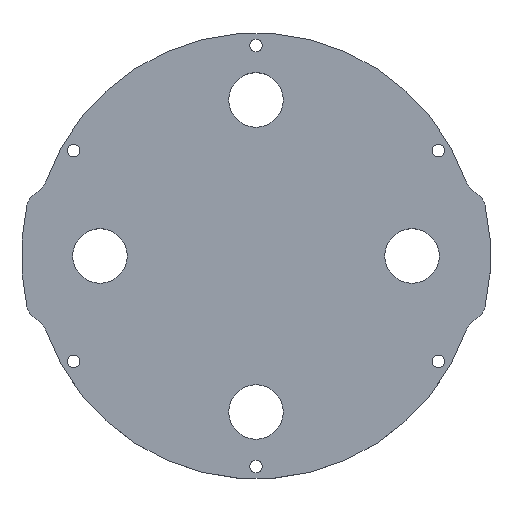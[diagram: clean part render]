
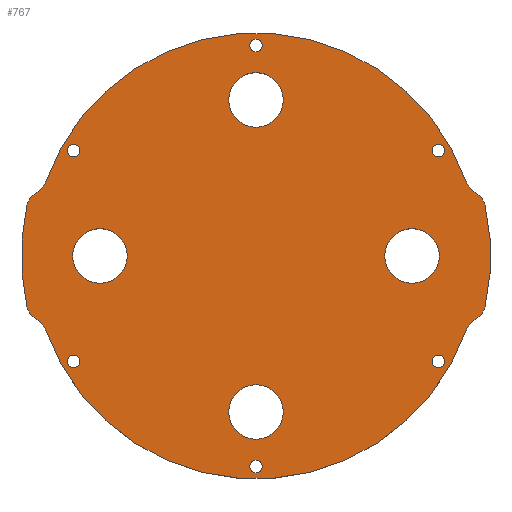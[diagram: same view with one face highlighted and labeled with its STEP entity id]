
A CAD part, top view. The second image highlights one B-rep face of the part: STEP entity #767.
In plain terms, the highlighted planar face has unit normal (0, 0, 1).
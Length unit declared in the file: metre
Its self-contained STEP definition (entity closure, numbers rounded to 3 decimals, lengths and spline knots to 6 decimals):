
#29=PLANE('',#880);
#70=LINE('',#1323,#114);
#71=LINE('',#1327,#115);
#72=LINE('',#1331,#116);
#73=LINE('',#1335,#117);
#114=VECTOR('',#1097,1.);
#115=VECTOR('',#1104,1.);
#116=VECTOR('',#1111,1.);
#117=VECTOR('',#1118,1.);
#304=ORIENTED_EDGE('',*,*,#421,.F.);
#305=ORIENTED_EDGE('',*,*,#417,.F.);
#306=ORIENTED_EDGE('',*,*,#413,.F.);
#307=ORIENTED_EDGE('',*,*,#336,.F.);
#308=ORIENTED_EDGE('',*,*,#334,.F.);
#309=ORIENTED_EDGE('',*,*,#332,.F.);
#310=ORIENTED_EDGE('',*,*,#330,.F.);
#311=ORIENTED_EDGE('',*,*,#411,.F.);
#312=ORIENTED_EDGE('',*,*,#415,.F.);
#313=ORIENTED_EDGE('',*,*,#419,.F.);
#314=ORIENTED_EDGE('',*,*,#424,.T.);
#315=ORIENTED_EDGE('',*,*,#409,.T.);
#316=ORIENTED_EDGE('',*,*,#423,.T.);
#317=ORIENTED_EDGE('',*,*,#403,.T.);
#318=ORIENTED_EDGE('',*,*,#422,.T.);
#319=ORIENTED_EDGE('',*,*,#400,.F.);
#320=ORIENTED_EDGE('',*,*,#429,.T.);
#321=ORIENTED_EDGE('',*,*,#388,.F.);
#322=ORIENTED_EDGE('',*,*,#428,.T.);
#323=ORIENTED_EDGE('',*,*,#391,.T.);
#324=ORIENTED_EDGE('',*,*,#427,.T.);
#325=ORIENTED_EDGE('',*,*,#394,.T.);
#326=ORIENTED_EDGE('',*,*,#426,.T.);
#327=ORIENTED_EDGE('',*,*,#397,.F.);
#328=ORIENTED_EDGE('',*,*,#425,.T.);
#329=ORIENTED_EDGE('',*,*,#406,.F.);
#330=EDGE_CURVE('',#430,#430,#498,.T.);
#332=EDGE_CURVE('',#432,#432,#500,.T.);
#334=EDGE_CURVE('',#434,#434,#502,.T.);
#336=EDGE_CURVE('',#436,#436,#504,.T.);
#388=EDGE_CURVE('',#471,#470,#530,.T.);
#391=EDGE_CURVE('',#472,#473,#531,.T.);
#394=EDGE_CURVE('',#474,#475,#532,.T.);
#397=EDGE_CURVE('',#477,#476,#533,.T.);
#400=EDGE_CURVE('',#479,#478,#534,.T.);
#403=EDGE_CURVE('',#480,#481,#535,.T.);
#406=EDGE_CURVE('',#483,#482,#536,.T.);
#409=EDGE_CURVE('',#484,#485,#537,.T.);
#411=EDGE_CURVE('',#487,#487,#539,.T.);
#413=EDGE_CURVE('',#489,#489,#541,.T.);
#415=EDGE_CURVE('',#491,#491,#543,.T.);
#417=EDGE_CURVE('',#493,#493,#545,.T.);
#419=EDGE_CURVE('',#495,#495,#547,.T.);
#421=EDGE_CURVE('',#497,#497,#549,.T.);
#422=EDGE_CURVE('',#481,#478,#70,.T.);
#423=EDGE_CURVE('',#485,#480,#550,.T.);
#424=EDGE_CURVE('',#483,#484,#71,.T.);
#425=EDGE_CURVE('',#477,#482,#551,.T.);
#426=EDGE_CURVE('',#475,#476,#72,.T.);
#427=EDGE_CURVE('',#473,#474,#552,.T.);
#428=EDGE_CURVE('',#471,#472,#73,.T.);
#429=EDGE_CURVE('',#479,#470,#553,.T.);
#430=VERTEX_POINT('',#1130);
#432=VERTEX_POINT('',#1135);
#434=VERTEX_POINT('',#1140);
#436=VERTEX_POINT('',#1145);
#470=VERTEX_POINT('',#1246);
#471=VERTEX_POINT('',#1248);
#472=VERTEX_POINT('',#1252);
#473=VERTEX_POINT('',#1254);
#474=VERTEX_POINT('',#1258);
#475=VERTEX_POINT('',#1260);
#476=VERTEX_POINT('',#1264);
#477=VERTEX_POINT('',#1266);
#478=VERTEX_POINT('',#1270);
#479=VERTEX_POINT('',#1272);
#480=VERTEX_POINT('',#1276);
#481=VERTEX_POINT('',#1278);
#482=VERTEX_POINT('',#1282);
#483=VERTEX_POINT('',#1284);
#484=VERTEX_POINT('',#1288);
#485=VERTEX_POINT('',#1290);
#487=VERTEX_POINT('',#1296);
#489=VERTEX_POINT('',#1301);
#491=VERTEX_POINT('',#1306);
#493=VERTEX_POINT('',#1311);
#495=VERTEX_POINT('',#1316);
#497=VERTEX_POINT('',#1321);
#498=CIRCLE('',#782,0.007);
#500=CIRCLE('',#785,0.007);
#502=CIRCLE('',#788,0.007);
#504=CIRCLE('',#791,0.007);
#530=CIRCLE('',#834,0.005);
#531=CIRCLE('',#836,0.005);
#532=CIRCLE('',#838,0.005);
#533=CIRCLE('',#840,0.005);
#534=CIRCLE('',#842,0.005);
#535=CIRCLE('',#844,0.005);
#536=CIRCLE('',#846,0.005);
#537=CIRCLE('',#848,0.005);
#539=CIRCLE('',#851,0.0016);
#541=CIRCLE('',#854,0.0016);
#543=CIRCLE('',#857,0.0016);
#545=CIRCLE('',#860,0.0016);
#547=CIRCLE('',#863,0.0016);
#549=CIRCLE('',#866,0.0016);
#550=CIRCLE('',#869,0.06015);
#551=CIRCLE('',#872,0.05715);
#552=CIRCLE('',#875,0.06015);
#553=CIRCLE('',#878,0.05715);
#617=EDGE_LOOP('',(#304));
#618=EDGE_LOOP('',(#305));
#619=EDGE_LOOP('',(#306));
#620=EDGE_LOOP('',(#307));
#621=EDGE_LOOP('',(#308));
#622=EDGE_LOOP('',(#309));
#623=EDGE_LOOP('',(#310));
#624=EDGE_LOOP('',(#311));
#625=EDGE_LOOP('',(#312));
#626=EDGE_LOOP('',(#313));
#627=EDGE_LOOP('',(#314,#315,#316,#317,#318,#319,#320,#321,#322,#323,#324,
#325,#326,#327,#328,#329));
#691=FACE_BOUND('',#617,.T.);
#692=FACE_BOUND('',#618,.T.);
#693=FACE_BOUND('',#619,.T.);
#694=FACE_BOUND('',#620,.T.);
#695=FACE_BOUND('',#621,.T.);
#696=FACE_BOUND('',#622,.T.);
#697=FACE_BOUND('',#623,.T.);
#698=FACE_BOUND('',#624,.T.);
#699=FACE_BOUND('',#625,.T.);
#700=FACE_BOUND('',#626,.T.);
#701=FACE_BOUND('',#627,.T.);
#767=ADVANCED_FACE('',(#691,#692,#693,#694,#695,#696,#697,#698,#699,#700,
#701),#29,.T.);
#782=AXIS2_PLACEMENT_3D('',#1129,#885,#886);
#785=AXIS2_PLACEMENT_3D('',#1134,#891,#892);
#788=AXIS2_PLACEMENT_3D('',#1139,#897,#898);
#791=AXIS2_PLACEMENT_3D('',#1144,#903,#904);
#834=AXIS2_PLACEMENT_3D('',#1249,#1015,#1016);
#836=AXIS2_PLACEMENT_3D('',#1255,#1021,#1022);
#838=AXIS2_PLACEMENT_3D('',#1261,#1027,#1028);
#840=AXIS2_PLACEMENT_3D('',#1267,#1033,#1034);
#842=AXIS2_PLACEMENT_3D('',#1273,#1039,#1040);
#844=AXIS2_PLACEMENT_3D('',#1279,#1045,#1046);
#846=AXIS2_PLACEMENT_3D('',#1285,#1051,#1052);
#848=AXIS2_PLACEMENT_3D('',#1291,#1057,#1058);
#851=AXIS2_PLACEMENT_3D('',#1295,#1063,#1064);
#854=AXIS2_PLACEMENT_3D('',#1300,#1069,#1070);
#857=AXIS2_PLACEMENT_3D('',#1305,#1075,#1076);
#860=AXIS2_PLACEMENT_3D('',#1310,#1081,#1082);
#863=AXIS2_PLACEMENT_3D('',#1315,#1087,#1088);
#866=AXIS2_PLACEMENT_3D('',#1320,#1093,#1094);
#869=AXIS2_PLACEMENT_3D('',#1325,#1100,#1101);
#872=AXIS2_PLACEMENT_3D('',#1329,#1107,#1108);
#875=AXIS2_PLACEMENT_3D('',#1333,#1114,#1115);
#878=AXIS2_PLACEMENT_3D('',#1337,#1121,#1122);
#880=AXIS2_PLACEMENT_3D('',#1339,#1125,#1126);
#885=DIRECTION('',(0.,0.,1.));
#886=DIRECTION('',(1.,0.,0.));
#891=DIRECTION('',(0.,0.,1.));
#892=DIRECTION('',(1.,0.,0.));
#897=DIRECTION('',(0.,0.,1.));
#898=DIRECTION('',(1.,0.,0.));
#903=DIRECTION('',(0.,0.,1.));
#904=DIRECTION('',(1.,0.,0.));
#1015=DIRECTION('',(0.,0.,1.));
#1016=DIRECTION('',(1.,0.,0.));
#1021=DIRECTION('',(0.,0.,1.));
#1022=DIRECTION('',(1.,0.,0.));
#1027=DIRECTION('',(0.,0.,1.));
#1028=DIRECTION('',(1.,0.,0.));
#1033=DIRECTION('',(0.,0.,1.));
#1034=DIRECTION('',(1.,0.,0.));
#1039=DIRECTION('',(0.,0.,1.));
#1040=DIRECTION('',(1.,0.,0.));
#1045=DIRECTION('',(0.,0.,1.));
#1046=DIRECTION('',(1.,0.,0.));
#1051=DIRECTION('',(0.,0.,1.));
#1052=DIRECTION('',(1.,0.,0.));
#1057=DIRECTION('',(0.,0.,1.));
#1058=DIRECTION('',(1.,0.,0.));
#1063=DIRECTION('',(0.,0.,1.));
#1064=DIRECTION('',(1.,0.,0.));
#1069=DIRECTION('',(0.,0.,1.));
#1070=DIRECTION('',(1.,0.,0.));
#1075=DIRECTION('',(0.,0.,1.));
#1076=DIRECTION('',(1.,0.,0.));
#1081=DIRECTION('',(0.,0.,1.));
#1082=DIRECTION('',(1.,0.,0.));
#1087=DIRECTION('',(0.,0.,1.));
#1088=DIRECTION('',(1.,0.,0.));
#1093=DIRECTION('',(0.,0.,1.));
#1094=DIRECTION('',(1.,0.,0.));
#1097=DIRECTION('',(-0.838,0.545,0.));
#1100=DIRECTION('',(0.,0.,1.));
#1101=DIRECTION('',(1.,0.,0.));
#1104=DIRECTION('',(0.838,0.545,0.));
#1107=DIRECTION('',(0.,0.,1.));
#1108=DIRECTION('',(1.,0.,0.));
#1111=DIRECTION('',(0.838,-0.545,0.));
#1114=DIRECTION('',(0.,0.,1.));
#1115=DIRECTION('',(1.,0.,0.));
#1118=DIRECTION('',(-0.838,-0.545,0.));
#1121=DIRECTION('',(0.,0.,1.));
#1122=DIRECTION('',(1.,0.,0.));
#1125=DIRECTION('',(0.,0.,1.));
#1126=DIRECTION('',(1.,0.,0.));
#1129=CARTESIAN_POINT('',(0.04,0.,0.006));
#1130=CARTESIAN_POINT('',(0.047,0.,0.006));
#1134=CARTESIAN_POINT('',(-0.04,0.,0.006));
#1135=CARTESIAN_POINT('',(-0.033,0.,0.006));
#1139=CARTESIAN_POINT('',(0.,0.04,0.006));
#1140=CARTESIAN_POINT('',(0.007,0.04,0.006));
#1144=CARTESIAN_POINT('',(0.,-0.04,0.006));
#1145=CARTESIAN_POINT('',(0.007,-0.04,0.006));
#1246=CARTESIAN_POINT('',(-0.053872,0.019077,0.006));
#1248=CARTESIAN_POINT('',(-0.05586,0.016554,0.006));
#1249=CARTESIAN_POINT('',(-0.058585,0.020746,0.006));
#1252=CARTESIAN_POINT('',(-0.056577,0.016087,0.006));
#1254=CARTESIAN_POINT('',(-0.058734,0.012974,0.006));
#1255=CARTESIAN_POINT('',(-0.053852,0.011895,0.006));
#1258=CARTESIAN_POINT('',(-0.058734,-0.012974,0.006));
#1260=CARTESIAN_POINT('',(-0.056577,-0.016087,0.006));
#1261=CARTESIAN_POINT('',(-0.053852,-0.011895,0.006));
#1264=CARTESIAN_POINT('',(-0.05586,-0.016554,0.006));
#1266=CARTESIAN_POINT('',(-0.053872,-0.019077,0.006));
#1267=CARTESIAN_POINT('',(-0.058585,-0.020746,0.006));
#1270=CARTESIAN_POINT('',(0.05586,0.016554,0.006));
#1272=CARTESIAN_POINT('',(0.053872,0.019077,0.006));
#1273=CARTESIAN_POINT('',(0.058585,0.020746,0.006));
#1276=CARTESIAN_POINT('',(0.058734,0.012974,0.006));
#1278=CARTESIAN_POINT('',(0.056577,0.016087,0.006));
#1279=CARTESIAN_POINT('',(0.053852,0.011895,0.006));
#1282=CARTESIAN_POINT('',(0.053872,-0.019077,0.006));
#1284=CARTESIAN_POINT('',(0.05586,-0.016554,0.006));
#1285=CARTESIAN_POINT('',(0.058585,-0.020746,0.006));
#1288=CARTESIAN_POINT('',(0.056577,-0.016087,0.006));
#1290=CARTESIAN_POINT('',(0.058734,-0.012974,0.006));
#1291=CARTESIAN_POINT('',(0.053852,-0.011895,0.006));
#1295=CARTESIAN_POINT('',(-0.046744,0.026987,0.006));
#1296=CARTESIAN_POINT('',(-0.045144,0.026987,0.006));
#1300=CARTESIAN_POINT('',(0.,-0.053975,0.006));
#1301=CARTESIAN_POINT('',(0.0016,-0.053975,0.006));
#1305=CARTESIAN_POINT('',(0.046744,-0.026987,0.006));
#1306=CARTESIAN_POINT('',(0.048344,-0.026987,0.006));
#1310=CARTESIAN_POINT('',(0.046744,0.026988,0.006));
#1311=CARTESIAN_POINT('',(0.048344,0.026988,0.006));
#1315=CARTESIAN_POINT('',(-0.046744,-0.026988,0.006));
#1316=CARTESIAN_POINT('',(-0.045144,-0.026988,0.006));
#1320=CARTESIAN_POINT('',(0.,0.053975,0.006));
#1321=CARTESIAN_POINT('',(0.0016,0.053975,0.006));
#1323=CARTESIAN_POINT('',(0.054405,0.0175,0.006));
#1325=CARTESIAN_POINT('',(0.,0.,0.006));
#1327=CARTESIAN_POINT('',(0.054405,-0.0175,0.006));
#1329=CARTESIAN_POINT('',(0.,0.,0.006));
#1331=CARTESIAN_POINT('',(-0.054405,-0.0175,0.006));
#1333=CARTESIAN_POINT('',(0.,0.,0.006));
#1335=CARTESIAN_POINT('',(-0.054405,0.0175,0.006));
#1337=CARTESIAN_POINT('',(0.,0.,0.006));
#1339=CARTESIAN_POINT('',(0.,0.,0.006));
